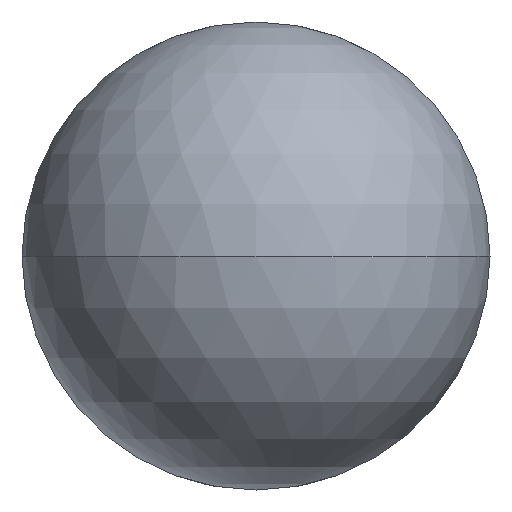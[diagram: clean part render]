
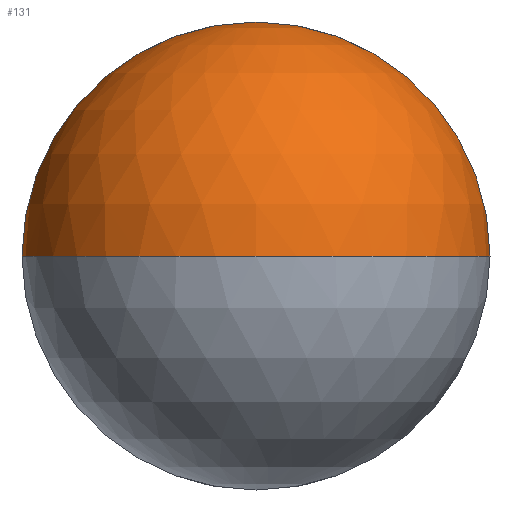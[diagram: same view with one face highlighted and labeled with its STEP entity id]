
A CAD part, front view. The second image highlights one B-rep face of the part: STEP entity #131.
In plain terms, the highlighted spherical face has radius 1.587 mm.
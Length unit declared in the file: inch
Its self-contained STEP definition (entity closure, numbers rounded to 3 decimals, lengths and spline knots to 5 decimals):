
#2 = CARTESIAN_POINT ( 'NONE',  ( 0., 0.0625, 0. ) ) ;
#14 = DIRECTION ( 'NONE',  ( 0., 0., -1. ) ) ;
#24 = ORIENTED_EDGE ( 'NONE', *, *, #164, .F. ) ;
#29 = CARTESIAN_POINT ( 'NONE',  ( 0., 0.0625, 0. ) ) ;
#37 = CARTESIAN_POINT ( 'NONE',  ( 0.0625, 0.0625, 0. ) ) ;
#38 = ORIENTED_EDGE ( 'NONE', *, *, #297, .T. ) ;
#51 = AXIS2_PLACEMENT_3D ( 'NONE', #29, #317, #330 ) ;
#54 = VERTEX_POINT ( 'NONE', #339 ) ;
#62 = CIRCLE ( 'NONE', #128, 0.0625 ) ;
#63 = CIRCLE ( 'NONE', #134, 0.0625 ) ;
#94 = FACE_OUTER_BOUND ( 'NONE', #271, .T. ) ;
#105 = DIRECTION ( 'NONE',  ( 0., 0., -1. ) ) ;
#116 = VERTEX_POINT ( 'NONE', #370 ) ;
#117 = AXIS2_PLACEMENT_3D ( 'NONE', #363, #311, #155 ) ;
#128 = AXIS2_PLACEMENT_3D ( 'NONE', #185, #158, #14 ) ;
#131 = ADVANCED_FACE ( 'NONE', ( #94 ), #204, .T. ) ;
#134 = AXIS2_PLACEMENT_3D ( 'NONE', #227, #151, #105 ) ;
#145 = ORIENTED_EDGE ( 'NONE', *, *, #213, .T. ) ;
#148 = DIRECTION ( 'NONE',  ( 1., 0., 0. ) ) ;
#151 = DIRECTION ( 'NONE',  ( 0., -1., 0. ) ) ;
#155 = DIRECTION ( 'NONE',  ( -1., 0., 0. ) ) ;
#158 = DIRECTION ( 'NONE',  ( 0., -1., 0. ) ) ;
#162 = CIRCLE ( 'NONE', #117, 0.0625 ) ;
#164 = EDGE_CURVE ( 'NONE', #289, #116, #162, .T. ) ;
#185 = CARTESIAN_POINT ( 'NONE',  ( 0., 0.0625, 0. ) ) ;
#204 = SPHERICAL_SURFACE ( 'NONE', #233, 0.0625 ) ;
#213 = EDGE_CURVE ( 'NONE', #289, #367, #62, .T. ) ;
#227 = CARTESIAN_POINT ( 'NONE',  ( 0., 0.0625, 0. ) ) ;
#233 = AXIS2_PLACEMENT_3D ( 'NONE', #2, #294, #148 ) ;
#253 = CARTESIAN_POINT ( 'NONE',  ( 0., 0.0625, 0.0625 ) ) ;
#269 = EDGE_CURVE ( 'NONE', #54, #116, #308, .T. ) ;
#271 = EDGE_LOOP ( 'NONE', ( #38, #346, #24, #145 ) ) ;
#289 = VERTEX_POINT ( 'NONE', #37 ) ;
#294 = DIRECTION ( 'NONE',  ( 0., 0., 1. ) ) ;
#297 = EDGE_CURVE ( 'NONE', #367, #54, #63, .T. ) ;
#308 = CIRCLE ( 'NONE', #51, 0.0625 ) ;
#311 = DIRECTION ( 'NONE',  ( 0., 0., -1. ) ) ;
#317 = DIRECTION ( 'NONE',  ( 0., 0., 1. ) ) ;
#330 = DIRECTION ( 'NONE',  ( 1., 0., 0. ) ) ;
#339 = CARTESIAN_POINT ( 'NONE',  ( -0.0625, 0.0625, 0. ) ) ;
#346 = ORIENTED_EDGE ( 'NONE', *, *, #269, .T. ) ;
#363 = CARTESIAN_POINT ( 'NONE',  ( 0., 0.0625, 0. ) ) ;
#367 = VERTEX_POINT ( 'NONE', #253 ) ;
#370 = CARTESIAN_POINT ( 'NONE',  ( 0., 0., 0. ) ) ;
